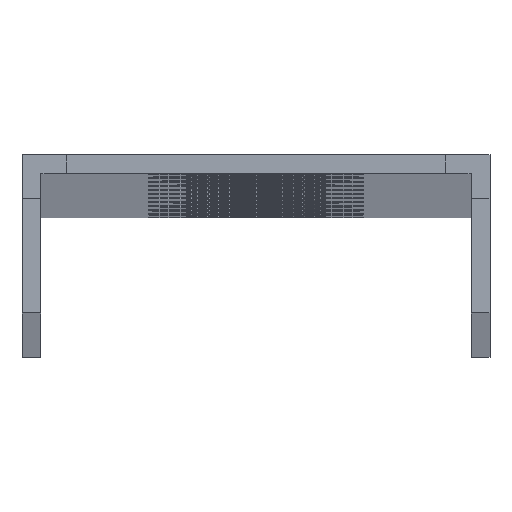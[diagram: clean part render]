
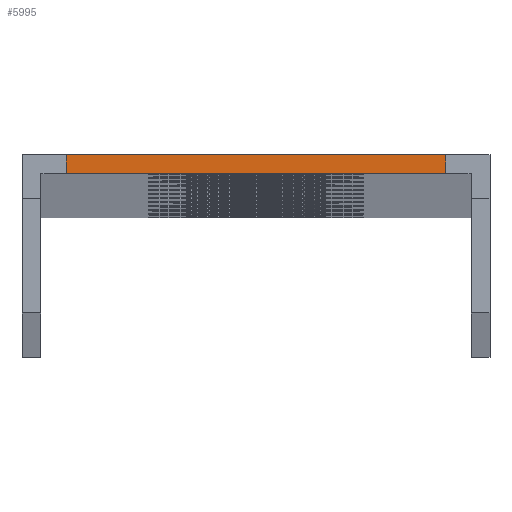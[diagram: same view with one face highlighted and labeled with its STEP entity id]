
A CAD part, top view. The second image highlights one B-rep face of the part: STEP entity #5995.
In plain terms, the highlighted planar face has unit normal (0, 0, 1).
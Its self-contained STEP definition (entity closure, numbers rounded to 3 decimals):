
#558=FACE_OUTER_BOUND('',#911,.T.);
#911=EDGE_LOOP('',(#4162,#4163,#4164,#4165));
#1267=LINE('',#8570,#1851);
#1420=LINE('',#9143,#2004);
#1428=LINE('',#9158,#2012);
#1429=LINE('',#9160,#2013);
#1851=VECTOR('',#6867,10.);
#2004=VECTOR('',#7296,10.);
#2012=VECTOR('',#7308,10.);
#2013=VECTOR('',#7311,10.);
#2434=VERTEX_POINT('',#8567);
#2435=VERTEX_POINT('',#8569);
#2715=VERTEX_POINT('',#9137);
#2722=VERTEX_POINT('',#9156);
#3003=EDGE_CURVE('',#2435,#2434,#1267,.T.);
#3290=EDGE_CURVE('',#2715,#2435,#1420,.T.);
#3298=EDGE_CURVE('',#2434,#2722,#1428,.T.);
#3299=EDGE_CURVE('',#2715,#2722,#1429,.T.);
#4162=ORIENTED_EDGE('',*,*,#3298,.T.);
#4163=ORIENTED_EDGE('',*,*,#3299,.F.);
#4164=ORIENTED_EDGE('',*,*,#3290,.T.);
#4165=ORIENTED_EDGE('',*,*,#3003,.T.);
#5556=PLANE('',#6438);
#5995=ADVANCED_FACE('',(#558),#5556,.T.);
#6438=AXIS2_PLACEMENT_3D('',#9159,#7309,#7310);
#6867=DIRECTION('',(-1.,0.,0.));
#7296=DIRECTION('',(0.,1.,0.));
#7308=DIRECTION('',(0.,-1.,0.));
#7309=DIRECTION('center_axis',(0.,0.,
1.));
#7310=DIRECTION('ref_axis',(1.,0.,0.));
#7311=DIRECTION('',(-1.,0.,0.));
#8567=CARTESIAN_POINT('',(-43.201,1.5,0.));
#8569=CARTESIAN_POINT('',(-13.199,1.5,0.));
#8570=CARTESIAN_POINT('',(0.,1.5,0.));
#9137=CARTESIAN_POINT('',(-13.199,0.,0.));
#9143=CARTESIAN_POINT('',(-13.199,0.75,0.));
#9156=CARTESIAN_POINT('',(-43.201,0.,0.));
#9158=CARTESIAN_POINT('',(-43.201,0.75,0.));
#9159=CARTESIAN_POINT('Origin',(-6.949,-2.,0.));
#9160=CARTESIAN_POINT('',(0.,0.,0.));
